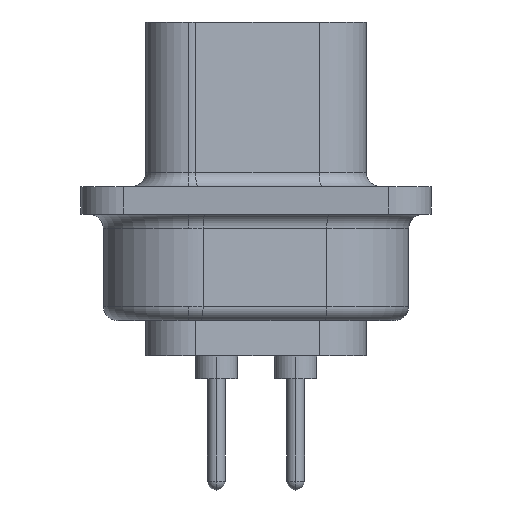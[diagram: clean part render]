
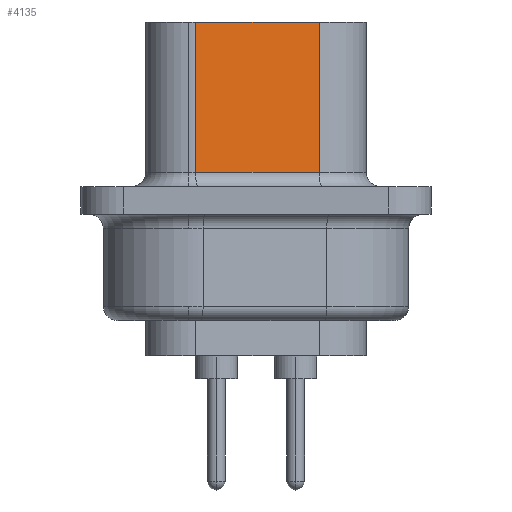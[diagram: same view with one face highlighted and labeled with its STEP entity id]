
A CAD part, left-side view. The second image highlights one B-rep face of the part: STEP entity #4135.
In plain terms, the highlighted planar face has unit normal (-0.985, -0.174, 0).
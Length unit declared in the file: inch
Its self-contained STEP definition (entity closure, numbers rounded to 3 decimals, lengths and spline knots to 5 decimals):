
#196 = DIRECTION ( 'NONE',  ( 0.174, -0.985, 0. ) ) ;
#247 = AXIS2_PLACEMENT_3D ( 'NONE', #6453, #7453, #3859 ) ;
#739 = EDGE_CURVE ( 'NONE', #4263, #9928, #9849, .T. ) ;
#895 = VECTOR ( 'NONE', #196, 39.37008 ) ;
#1001 = FACE_OUTER_BOUND ( 'NONE', #4305, .T. ) ;
#1073 = CARTESIAN_POINT ( 'NONE',  ( -0.45424, -0.08939, 0.0395 ) ) ;
#1134 = LINE ( 'NONE', #6864, #2502 ) ;
#1438 = LINE ( 'NONE', #3586, #895 ) ;
#1606 = EDGE_CURVE ( 'NONE', #5788, #3569, #1438, .T. ) ;
#2502 = VECTOR ( 'NONE', #3332, 39.37008 ) ;
#3233 = ORIENTED_EDGE ( 'NONE', *, *, #739, .F. ) ;
#3332 = DIRECTION ( 'NONE',  ( 0., 0., -1. ) ) ;
#3569 = VERTEX_POINT ( 'NONE', #1073 ) ;
#3586 = CARTESIAN_POINT ( 'NONE',  ( -0.45424, -0.08939, 0.0395 ) ) ;
#3859 = DIRECTION ( 'NONE',  ( -0.174, 0.985, 0. ) ) ;
#4135 = ADVANCED_FACE ( 'NONE', ( #1001 ), #10921, .F. ) ;
#4263 = VERTEX_POINT ( 'NONE', #7600 ) ;
#4305 = EDGE_LOOP ( 'NONE', ( #10288, #10630, #8559, #3233 ) ) ;
#4358 = EDGE_CURVE ( 'NONE', #4263, #5788, #1134, .T. ) ;
#4893 = DIRECTION ( 'NONE',  ( 0.174, -0.985, 0. ) ) ;
#5621 = VECTOR ( 'NONE', #6231, 39.37008 ) ;
#5788 = VERTEX_POINT ( 'NONE', #10266 ) ;
#5841 = VECTOR ( 'NONE', #4893, 39.37008 ) ;
#6231 = DIRECTION ( 'NONE',  ( 0., 0., -1. ) ) ;
#6453 = CARTESIAN_POINT ( 'NONE',  ( -0.485, 0.08508, 0.2515 ) ) ;
#6864 = CARTESIAN_POINT ( 'NONE',  ( -0.485, 0.08508, 0.2515 ) ) ;
#7054 = CARTESIAN_POINT ( 'NONE',  ( -0.45424, -0.08939, 0.2515 ) ) ;
#7453 = DIRECTION ( 'NONE',  ( 0.985, 0.174, 0. ) ) ;
#7461 = CARTESIAN_POINT ( 'NONE',  ( -0.45424, -0.08939, 0.2515 ) ) ;
#7600 = CARTESIAN_POINT ( 'NONE',  ( -0.485, 0.08508, 0.2515 ) ) ;
#7669 = CARTESIAN_POINT ( 'NONE',  ( -0.485, 0.08508, 0.2515 ) ) ;
#7990 = LINE ( 'NONE', #7054, #5621 ) ;
#8559 = ORIENTED_EDGE ( 'NONE', *, *, #10867, .F. ) ;
#9849 = LINE ( 'NONE', #7669, #5841 ) ;
#9928 = VERTEX_POINT ( 'NONE', #7461 ) ;
#10266 = CARTESIAN_POINT ( 'NONE',  ( -0.485, 0.08508, 0.0395 ) ) ;
#10288 = ORIENTED_EDGE ( 'NONE', *, *, #4358, .T. ) ;
#10630 = ORIENTED_EDGE ( 'NONE', *, *, #1606, .T. ) ;
#10867 = EDGE_CURVE ( 'NONE', #9928, #3569, #7990, .T. ) ;
#10921 = PLANE ( 'NONE',  #247 ) ;
